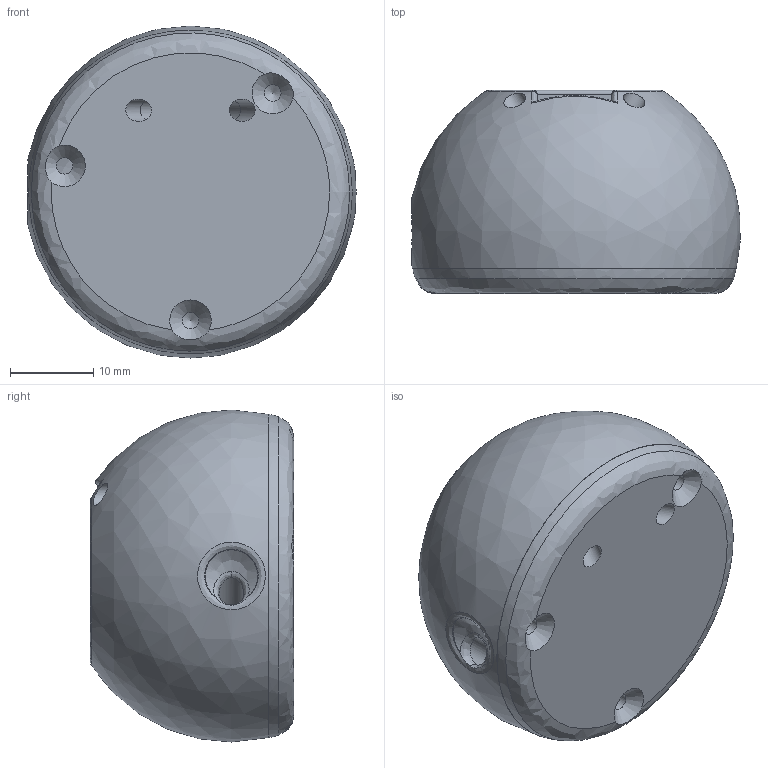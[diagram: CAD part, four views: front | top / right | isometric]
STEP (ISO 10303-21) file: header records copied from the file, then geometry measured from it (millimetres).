
FILE_DESCRIPTION(/* description */ (''),/* implementation_level */ '2;1');
FILE_NAME(/* name */ 'Minisensor A v27.step',/* time_stamp */ '2019-02-20T16:19:59+01:00',/* author */ ('magnustVQWMH'),/* organization */ (''),/* preprocessor_version */ 'ST-DEVELOPER v17.2',/* originating_system */ 'Autodesk Translation Framework v7.6.0.251',/* authorisation */ '');
FILE_SCHEMA (('AUTOMOTIVE_DESIGN { 1 0 10303 214 3 1 1 }'));
Length unit declared in the file: millimetre
Products named in the file (1): Minisensor A
Bounding box: 39.55 x 24.5 x 39.99 mm (x, y, z)
Volume: 17083.5 mm3; surface area: 9295.3 mm2
Topology: 2 solids, 2 shells, 115 faces, 329 edges, 211 vertices
Faces by surface type: plane 50, cylinder 38, bspline 15, cone 9, torus 3
Full cylindrical faces by diameter (mm): 2 x6, 2.7 x6, 3 x1
Entity records: 5585 total; most frequent: CARTESIAN_POINT 2615, ORIENTED_EDGE 652, DIRECTION 566, EDGE_CURVE 326, VERTEX_POINT 211, AXIS2_PLACEMENT_3D 205, LINE 156, VECTOR 156
